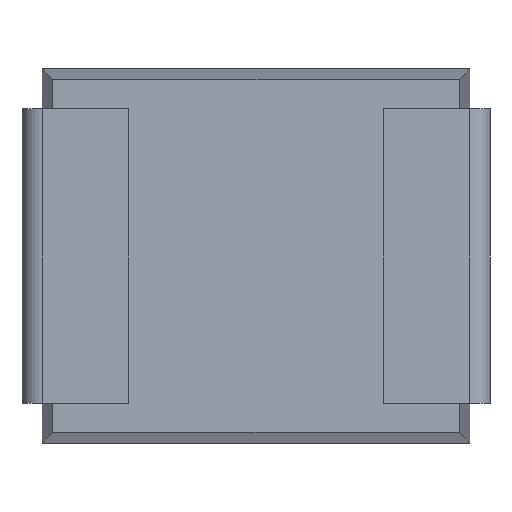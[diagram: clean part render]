
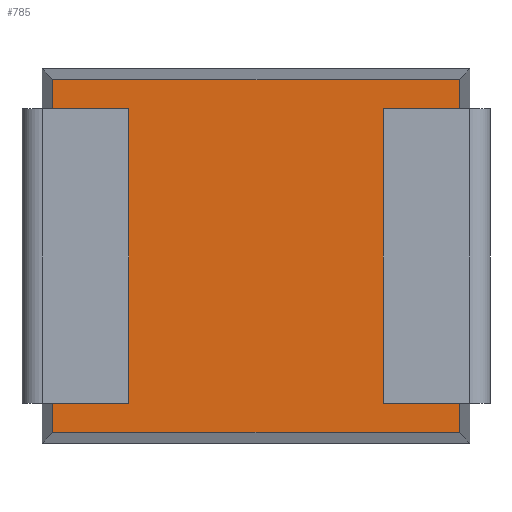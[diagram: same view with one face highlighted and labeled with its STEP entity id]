
A CAD part, front view. The second image highlights one B-rep face of the part: STEP entity #785.
In plain terms, the highlighted planar face has unit normal (0, -1, 0).
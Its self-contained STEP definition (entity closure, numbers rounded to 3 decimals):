
#61 = EDGE_CURVE ( 'NONE', #1587, #1534, #132, .T. ) ;
#132 = LINE ( 'NONE', #1971, #693 ) ;
#195 = VERTEX_POINT ( 'NONE', #1629 ) ;
#262 = ORIENTED_EDGE ( 'NONE', *, *, #1303, .F. ) ;
#283 = DIRECTION ( 'NONE',  ( 1., 0., 0. ) ) ;
#399 = EDGE_CURVE ( 'NONE', #195, #2008, #547, .T. ) ;
#400 = CARTESIAN_POINT ( 'NONE',  ( 1.518, 0.13, 1.318 ) ) ;
#437 = EDGE_CURVE ( 'NONE', #1534, #195, #906, .T. ) ;
#484 = VECTOR ( 'NONE', #1386, 1000. ) ;
#508 = DIRECTION ( 'NONE',  ( 0., 1., 0. ) ) ;
#547 = LINE ( 'NONE', #1562, #484 ) ;
#621 = VECTOR ( 'NONE', #1818, 1000. ) ;
#693 = VECTOR ( 'NONE', #283, 1000. ) ;
#785 = ADVANCED_FACE ( 'NONE', ( #2152 ), #1724, .F. ) ;
#791 = CARTESIAN_POINT ( 'NONE',  ( -1.518, 0.13, -1.318 ) ) ;
#857 = ORIENTED_EDGE ( 'NONE', *, *, #61, .F. ) ;
#906 = LINE ( 'NONE', #1258, #1513 ) ;
#994 = LINE ( 'NONE', #1662, #621 ) ;
#1039 = CARTESIAN_POINT ( 'NONE',  ( 0., 0.13, 0. ) ) ;
#1048 = ORIENTED_EDGE ( 'NONE', *, *, #399, .F. ) ;
#1096 = AXIS2_PLACEMENT_3D ( 'NONE', #1039, #508, #1551 ) ;
#1258 = CARTESIAN_POINT ( 'NONE',  ( 1.518, 0.13, 0. ) ) ;
#1303 = EDGE_CURVE ( 'NONE', #2008, #1587, #994, .T. ) ;
#1386 = DIRECTION ( 'NONE',  ( -1., 0., 0. ) ) ;
#1489 = ORIENTED_EDGE ( 'NONE', *, *, #437, .F. ) ;
#1513 = VECTOR ( 'NONE', #1762, 1000. ) ;
#1534 = VERTEX_POINT ( 'NONE', #400 ) ;
#1551 = DIRECTION ( 'NONE',  ( 0., 0., 1. ) ) ;
#1562 = CARTESIAN_POINT ( 'NONE',  ( 0., 0.13, -1.318 ) ) ;
#1587 = VERTEX_POINT ( 'NONE', #1967 ) ;
#1629 = CARTESIAN_POINT ( 'NONE',  ( 1.518, 0.13, -1.318 ) ) ;
#1662 = CARTESIAN_POINT ( 'NONE',  ( -1.518, 0.13, 0. ) ) ;
#1724 = PLANE ( 'NONE',  #1096 ) ;
#1762 = DIRECTION ( 'NONE',  ( 0., 0., -1. ) ) ;
#1818 = DIRECTION ( 'NONE',  ( 0., 0., 1. ) ) ;
#1882 = EDGE_LOOP ( 'NONE', ( #857, #262, #1048, #1489 ) ) ;
#1967 = CARTESIAN_POINT ( 'NONE',  ( -1.518, 0.13, 1.318 ) ) ;
#1971 = CARTESIAN_POINT ( 'NONE',  ( 0., 0.13, 1.318 ) ) ;
#2008 = VERTEX_POINT ( 'NONE', #791 ) ;
#2152 = FACE_OUTER_BOUND ( 'NONE', #1882, .T. ) ;
